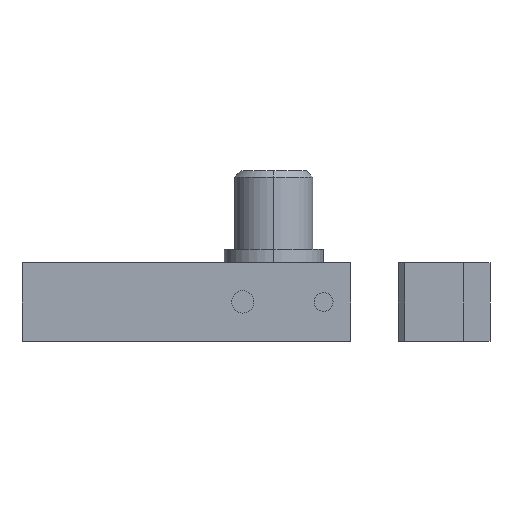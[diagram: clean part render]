
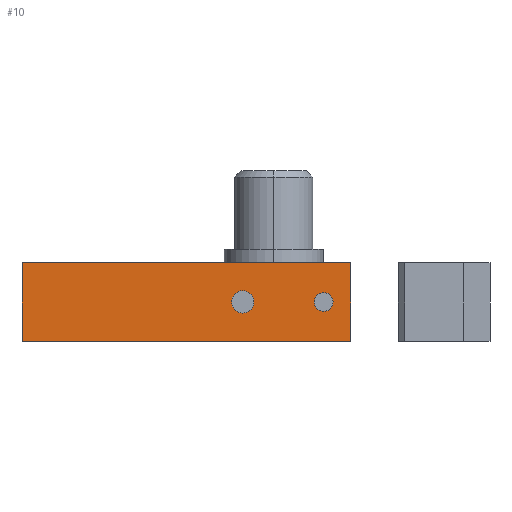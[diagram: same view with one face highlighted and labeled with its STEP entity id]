
A CAD part, left-side view. The second image highlights one B-rep face of the part: STEP entity #10.
In plain terms, the highlighted planar face has unit normal (-1, 0, 0).
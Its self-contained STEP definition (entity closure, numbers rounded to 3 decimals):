
#10 = ADVANCED_FACE ( 'NONE', ( #165, #395, #799 ), #264, .F. ) ;
#11 = VERTEX_POINT ( 'NONE', #1313 ) ;
#29 = AXIS2_PLACEMENT_3D ( 'NONE', #40, #1098, #316 ) ;
#40 = CARTESIAN_POINT ( 'NONE',  ( -25., -20.916, 6. ) ) ;
#69 = CARTESIAN_POINT ( 'NONE',  ( -25., -8.583, 7.7 ) ) ;
#82 = VERTEX_POINT ( 'NONE', #533 ) ;
#86 = CIRCLE ( 'NONE', #515, 1.7 ) ;
#95 = ORIENTED_EDGE ( 'NONE', *, *, #217, .F. ) ;
#97 = DIRECTION ( 'NONE',  ( -1., 0., 0. ) ) ;
#122 = VECTOR ( 'NONE', #200, 1000. ) ;
#165 = FACE_BOUND ( 'NONE', #1304, .T. ) ;
#189 = EDGE_CURVE ( 'NONE', #1623, #11, #463, .T. ) ;
#200 = DIRECTION ( 'NONE',  ( 0., -1., 0. ) ) ;
#217 = EDGE_CURVE ( 'NONE', #1593, #516, #86, .T. ) ;
#230 = EDGE_CURVE ( 'NONE', #11, #1623, #761, .T. ) ;
#264 = PLANE ( 'NONE',  #722 ) ;
#284 = VERTEX_POINT ( 'NONE', #1463 ) ;
#316 = DIRECTION ( 'NONE',  ( 0., 0., 1. ) ) ;
#323 = ORIENTED_EDGE ( 'NONE', *, *, #434, .F. ) ;
#328 = CARTESIAN_POINT ( 'NONE',  ( -25., -20.916, 7.425 ) ) ;
#389 = VECTOR ( 'NONE', #937, 1000. ) ;
#395 = FACE_BOUND ( 'NONE', #622, .T. ) ;
#432 = VERTEX_POINT ( 'NONE', #1112 ) ;
#434 = EDGE_CURVE ( 'NONE', #516, #1593, #796, .T. ) ;
#453 = DIRECTION ( 'NONE',  ( -1., 0., 0. ) ) ;
#463 = CIRCLE ( 'NONE', #1248, 1.425 ) ;
#464 = CARTESIAN_POINT ( 'NONE',  ( -25., -8.583, 4.3 ) ) ;
#496 = VECTOR ( 'NONE', #547, 1000. ) ;
#505 = EDGE_CURVE ( 'NONE', #284, #432, #1467, .T. ) ;
#513 = EDGE_CURVE ( 'NONE', #284, #82, #955, .T. ) ;
#515 = AXIS2_PLACEMENT_3D ( 'NONE', #953, #453, #1205 ) ;
#516 = VERTEX_POINT ( 'NONE', #69 ) ;
#533 = CARTESIAN_POINT ( 'NONE',  ( -25., 25., 0. ) ) ;
#547 = DIRECTION ( 'NONE',  ( 0., -1., 0. ) ) ;
#557 = EDGE_CURVE ( 'NONE', #82, #1554, #836, .T. ) ;
#614 = DIRECTION ( 'NONE',  ( 0., 0., -1. ) ) ;
#622 = EDGE_LOOP ( 'NONE', ( #323, #95 ) ) ;
#705 = DIRECTION ( 'NONE',  ( 0., 0., 1. ) ) ;
#722 = AXIS2_PLACEMENT_3D ( 'NONE', #1070, #788, #1567 ) ;
#761 = CIRCLE ( 'NONE', #29, 1.425 ) ;
#788 = DIRECTION ( 'NONE',  ( 1., 0., 0. ) ) ;
#796 = CIRCLE ( 'NONE', #1418, 1.7 ) ;
#799 = FACE_OUTER_BOUND ( 'NONE', #875, .T. ) ;
#836 = LINE ( 'NONE', #1448, #122 ) ;
#866 = CARTESIAN_POINT ( 'NONE',  ( -25., -25., 12. ) ) ;
#875 = EDGE_LOOP ( 'NONE', ( #1336, #1060, #1330, #1305 ) ) ;
#876 = CARTESIAN_POINT ( 'NONE',  ( -25., -8.583, 6. ) ) ;
#901 = VECTOR ( 'NONE', #614, 1000. ) ;
#937 = DIRECTION ( 'NONE',  ( 0., 0., -1. ) ) ;
#953 = CARTESIAN_POINT ( 'NONE',  ( -25., -8.583, 6. ) ) ;
#955 = LINE ( 'NONE', #1600, #389 ) ;
#1021 = EDGE_CURVE ( 'NONE', #432, #1554, #1647, .T. ) ;
#1060 = ORIENTED_EDGE ( 'NONE', *, *, #1021, .F. ) ;
#1061 = CARTESIAN_POINT ( 'NONE',  ( -25., -20.916, 6. ) ) ;
#1070 = CARTESIAN_POINT ( 'NONE',  ( -25., -25., 12. ) ) ;
#1086 = ORIENTED_EDGE ( 'NONE', *, *, #230, .F. ) ;
#1098 = DIRECTION ( 'NONE',  ( -1., 0., 0. ) ) ;
#1105 = CARTESIAN_POINT ( 'NONE',  ( -25., -25., 0. ) ) ;
#1112 = CARTESIAN_POINT ( 'NONE',  ( -25., -25., 12. ) ) ;
#1205 = DIRECTION ( 'NONE',  ( 0., 0., 1. ) ) ;
#1248 = AXIS2_PLACEMENT_3D ( 'NONE', #1061, #1568, #705 ) ;
#1304 = EDGE_LOOP ( 'NONE', ( #1312, #1086 ) ) ;
#1305 = ORIENTED_EDGE ( 'NONE', *, *, #513, .T. ) ;
#1312 = ORIENTED_EDGE ( 'NONE', *, *, #189, .F. ) ;
#1313 = CARTESIAN_POINT ( 'NONE',  ( -25., -20.916, 4.575 ) ) ;
#1317 = CARTESIAN_POINT ( 'NONE',  ( -25., -25., 12. ) ) ;
#1330 = ORIENTED_EDGE ( 'NONE', *, *, #505, .F. ) ;
#1336 = ORIENTED_EDGE ( 'NONE', *, *, #557, .T. ) ;
#1418 = AXIS2_PLACEMENT_3D ( 'NONE', #876, #97, #1493 ) ;
#1448 = CARTESIAN_POINT ( 'NONE',  ( -25., -25., 0. ) ) ;
#1463 = CARTESIAN_POINT ( 'NONE',  ( -25., 25., 12. ) ) ;
#1467 = LINE ( 'NONE', #1317, #496 ) ;
#1493 = DIRECTION ( 'NONE',  ( 0., 0., 1. ) ) ;
#1554 = VERTEX_POINT ( 'NONE', #1105 ) ;
#1567 = DIRECTION ( 'NONE',  ( 0., 0., -1. ) ) ;
#1568 = DIRECTION ( 'NONE',  ( -1., 0., 0. ) ) ;
#1593 = VERTEX_POINT ( 'NONE', #464 ) ;
#1600 = CARTESIAN_POINT ( 'NONE',  ( -25., 25., 12. ) ) ;
#1623 = VERTEX_POINT ( 'NONE', #328 ) ;
#1647 = LINE ( 'NONE', #866, #901 ) ;
